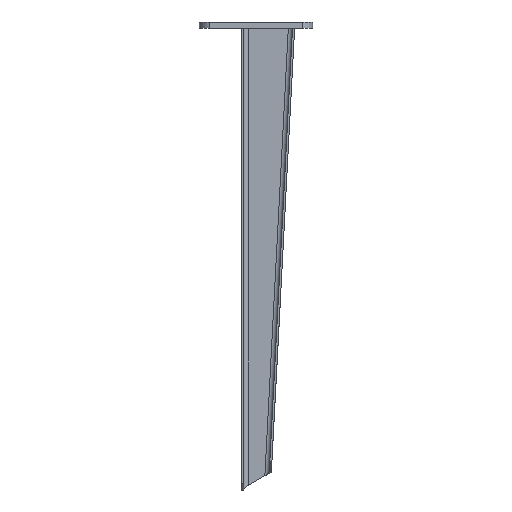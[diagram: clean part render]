
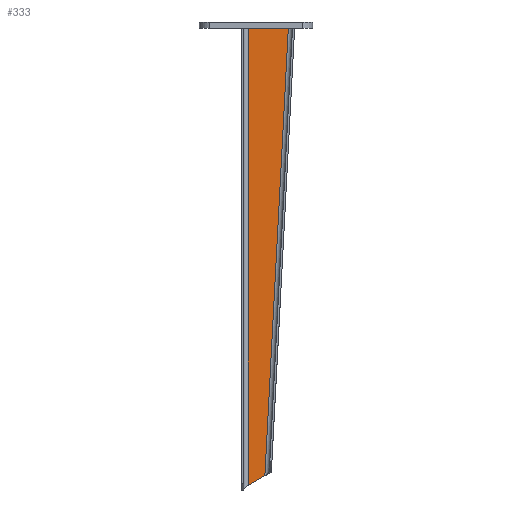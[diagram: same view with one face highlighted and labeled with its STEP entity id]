
A CAD part, left-side view. The second image highlights one B-rep face of the part: STEP entity #333.
In plain terms, the highlighted planar face has unit normal (-1, 0, 0).
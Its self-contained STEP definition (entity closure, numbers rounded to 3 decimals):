
#219 = EDGE_CURVE ( 'NONE', #1560, #1231, #578, .T. ) ;
#245 = CARTESIAN_POINT ( 'NONE',  ( 13.503, -6., 0. ) ) ;
#276 = EDGE_CURVE ( 'NONE', #2424, #1891, #576, .T. ) ;
#325 = EDGE_LOOP ( 'NONE', ( #1068, #1485, #2589, #422 ) ) ;
#333 = ADVANCED_FACE ( 'NONE', ( #630 ), #663, .T. ) ;
#412 = EDGE_CURVE ( 'NONE', #1891, #1560, #834, .T. ) ;
#422 = ORIENTED_EDGE ( 'NONE', *, *, #219, .F. ) ;
#465 = DIRECTION ( 'NONE',  ( 0., 0., -1. ) ) ;
#502 = VECTOR ( 'NONE', #465, 1000. ) ;
#528 = LINE ( 'NONE', #245, #502 ) ;
#543 = CARTESIAN_POINT ( 'NONE',  ( 13.503, 1.82, -440. ) ) ;
#556 = DIRECTION ( 'NONE',  ( 0., 0., 1. ) ) ;
#576 = LINE ( 'NONE', #884, #799 ) ;
#578 = LINE ( 'NONE', #543, #579 ) ;
#579 = VECTOR ( 'NONE', #810, 1000. ) ;
#587 = DIRECTION ( 'NONE',  ( -1., 0., 0. ) ) ;
#630 = FACE_OUTER_BOUND ( 'NONE', #325, .T. ) ;
#649 = EDGE_CURVE ( 'NONE', #2424, #1231, #528, .T. ) ;
#663 = PLANE ( 'NONE',  #1078 ) ;
#665 = CARTESIAN_POINT ( 'NONE',  ( 13.503, 25.32, 0. ) ) ;
#798 = VECTOR ( 'NONE', #1556, 1000. ) ;
#799 = VECTOR ( 'NONE', #2626, 1000. ) ;
#810 = DIRECTION ( 'NONE',  ( 0., 0.866, -0.5 ) ) ;
#834 = LINE ( 'NONE', #967, #798 ) ;
#884 = CARTESIAN_POINT ( 'NONE',  ( 13.503, -45.18, 0. ) ) ;
#967 = CARTESIAN_POINT ( 'NONE',  ( 13.503, -44.096, -3.638 ) ) ;
#1013 = CARTESIAN_POINT ( 'NONE',  ( 13.503, -44.286, 0. ) ) ;
#1068 = ORIENTED_EDGE ( 'NONE', *, *, #412, .F. ) ;
#1078 = AXIS2_PLACEMENT_3D ( 'NONE', #665, #587, #556 ) ;
#1231 = VERTEX_POINT ( 'NONE', #2191 ) ;
#1485 = ORIENTED_EDGE ( 'NONE', *, *, #276, .F. ) ;
#1556 = DIRECTION ( 'NONE',  ( 0., 0.052, -0.999 ) ) ;
#1560 = VERTEX_POINT ( 'NONE', #1782 ) ;
#1782 = CARTESIAN_POINT ( 'NONE',  ( 13.503, -21.946, -426.279 ) ) ;
#1891 = VERTEX_POINT ( 'NONE', #1013 ) ;
#2082 = CARTESIAN_POINT ( 'NONE',  ( 13.503, -6., 0. ) ) ;
#2191 = CARTESIAN_POINT ( 'NONE',  ( 13.503, -6., -435.485 ) ) ;
#2424 = VERTEX_POINT ( 'NONE', #2082 ) ;
#2589 = ORIENTED_EDGE ( 'NONE', *, *, #649, .T. ) ;
#2626 = DIRECTION ( 'NONE',  ( 0., -1., 0. ) ) ;
